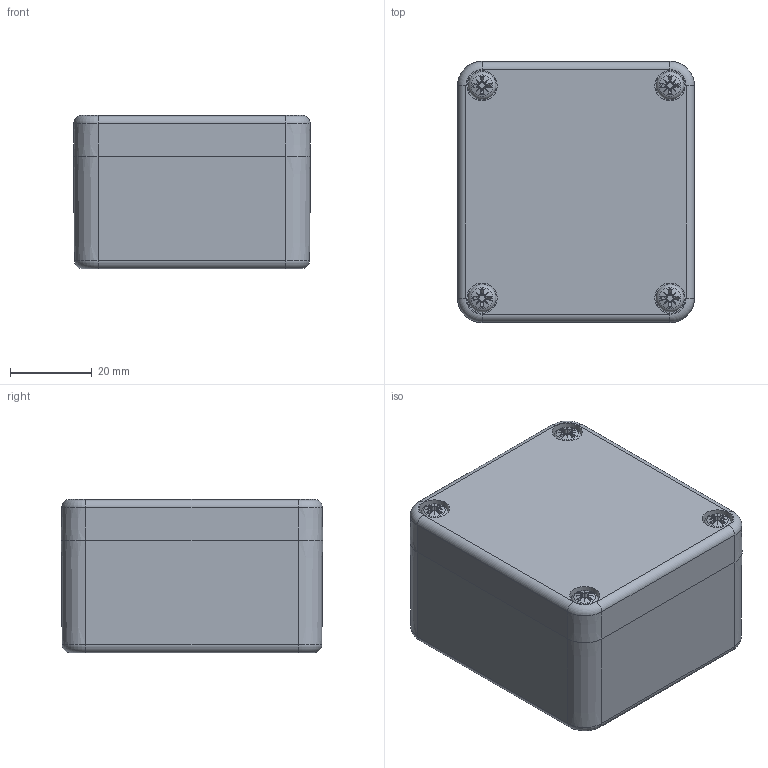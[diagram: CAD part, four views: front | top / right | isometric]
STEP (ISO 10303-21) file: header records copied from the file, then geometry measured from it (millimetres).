
FILE_DESCRIPTION((''),'2;1');
FILE_NAME('0401100700-MBT_060603_VE.stp','2015-12-16T13:39:46',('robin.rentz'),(''),'Autodesk Inventor 2012','Autodesk Inventor 2012','');
FILE_SCHEMA(('AUTOMOTIVE_DESIGN { 1 2 10303 214 0 1 1 1 }'));
Length unit declared in the file: millimetre
Products named in the file (6): 0401100700-MBT_060603_VE; 0401100702-UT_606030_VE; 0401100701-OT_606010_VE; xxx-O-Ring-MBM_060603; 1990000007 M4 Gewindebuchse; 1990000011 Schraube A2 BM4x20_8
Assembly tree (11 placements, depth 2):
  0401100700-MBT_060603_VE
    0401100702-UT_606030_VE
    0401100701-OT_606010_VE
    xxx-O-Ring-MBM_060603
    1990000007 M4 Gewindebuchse  x4
    1990000011 Schraube A2 BM4x20_8  x4
Bounding box: 58 x 64 x 37.53 mm (x, y, z)
Volume: 59169.2 mm3; surface area: 40731.6 mm2
Topology: 11 solids, 11 shells, 1547 faces, 3748 edges, 2272 vertices
Faces by surface type: plane 597, cylinder 380, cone 370, torus 164, bspline 32, sphere 4
Full cylindrical faces by diameter (mm): 2 x2, 2.6 x6, 3.242 x4, 3.3 x4, 4 x4, 4.4 x4, 4.5 x6, 5.1 x4, 6.8 x4, 7 x4, 7.4 x4, 7.5 x4
Entity records: 21795 total; most frequent: CARTESIAN_POINT 4614, DIRECTION 3810, ORIENTED_EDGE 3416, EDGE_CURVE 1708, AXIS2_PLACEMENT_3D 1552, VERTEX_POINT 1070, EDGE_LOOP 838, CIRCLE 804
